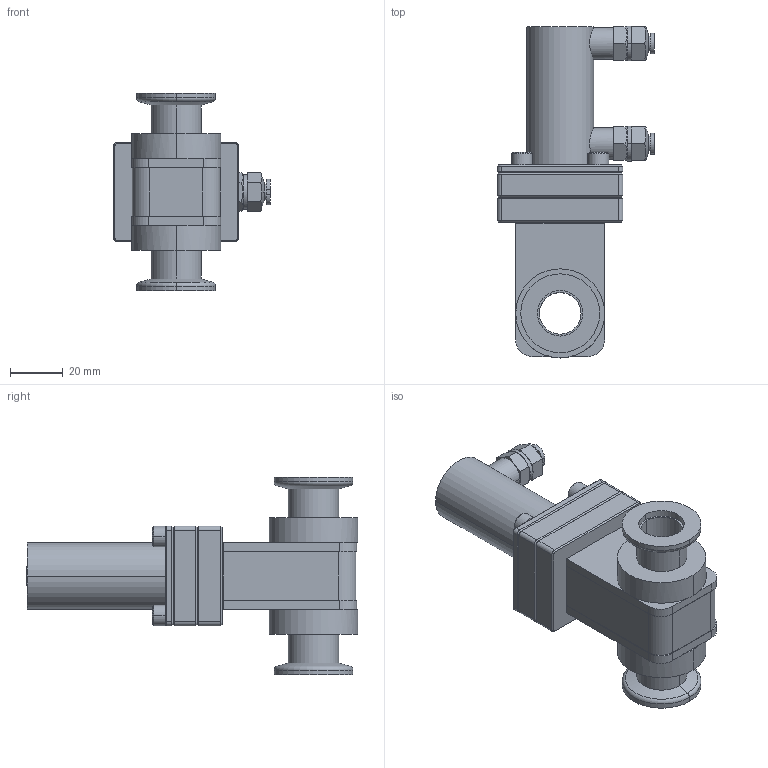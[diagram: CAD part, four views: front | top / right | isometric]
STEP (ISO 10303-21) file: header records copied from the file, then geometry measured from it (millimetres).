
FILE_DESCRIPTION((''),'2;1');
FILE_NAME('11212-0063','2010-03-11T',('jd'),(''),'PRO/ENGINEER BY PARAMETRIC TECHNOLOGY CORPORATION, 2009440','PRO/ENGINEER BY PARAMETRIC TECHNOLOGY CORPORATION, 2009440','');
FILE_SCHEMA(('CONFIG_CONTROL_DESIGN'));
Length unit declared in the file: inch
Products named in the file (1): 11212-0063
Bounding box: 59.65 x 126.11 x 75.21 mm (x, y, z)
Volume: 127979.5 mm3; surface area: 29413.3 mm2
Topology: 1 solids, 1 shells, 291 faces, 664 edges, 396 vertices
Faces by surface type: plane 169, cylinder 66, cone 52, torus 4
Entity records: 8536 total; most frequent: CARTESIAN_POINT 1897, DIRECTION 1418, ORIENTED_EDGE 1328, EDGE_CURVE 664, AXIS2_PLACEMENT_3D 507, VECTOR 404, LINE 404, VERTEX_POINT 396
